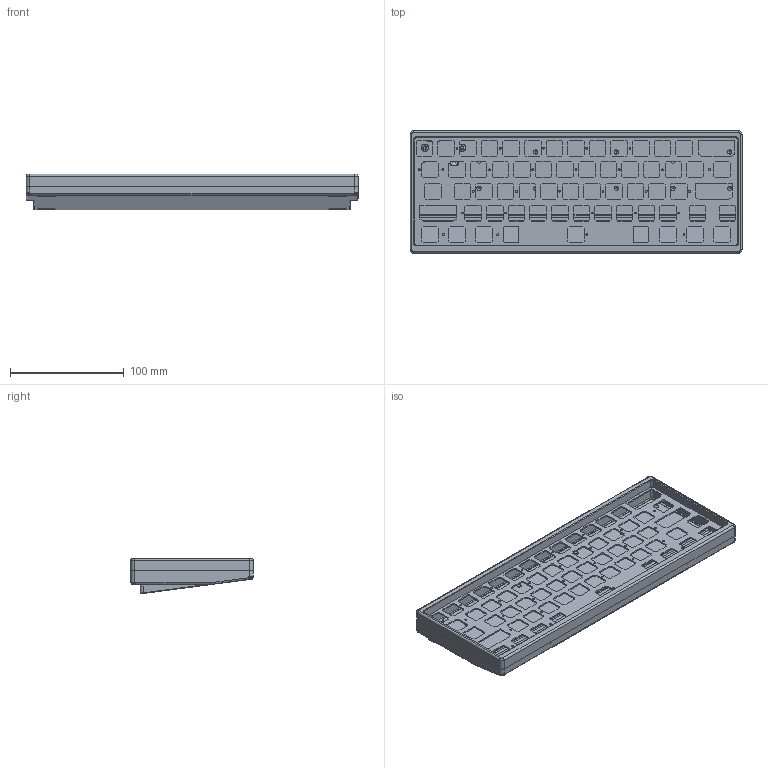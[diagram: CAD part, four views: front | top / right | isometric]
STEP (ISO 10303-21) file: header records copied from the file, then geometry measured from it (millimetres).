
FILE_DESCRIPTION(/* description */ (''),/* implementation_level */ '2;1');
FILE_NAME(/* name */ '60OEC No External Weight v3.step',/* time_stamp */ '2023-05-15T22:54:02+03:00',/* author */ (''),/* organization */ (''),/* preprocessor_version */ 'ST-DEVELOPER v19.2',/* originating_system */ 'Autodesk Translation Framework v12.4.0.73',/* authorisation */ '');
FILE_SCHEMA (('AUTOMOTIVE_DESIGN { 1 0 10303 214 3 1 1 }'));
Length unit declared in the file: millimetre
Products named in the file (18): 60OEC No External Weight; uDB-S1-3D-model; L_0805_2012Metric; SOLID; R_0402_1005Metric; Fuse_1206_3216Metric; SOLID (2); USON-10_2.5x1.0mm_P0.5mm; SOLID (3); 781710004; SOLID (4); HRO  TYPE-C-31-M-12; SOLID (5); D_SOD-523; SOLID (6); R_0402_1005Metric_1; SOLID (1); udb-s PCB
Assembly tree (18 placements, depth 4):
  60OEC No External Weight
    uDB-S1-3D-model
      L_0805_2012Metric
        SOLID
      R_0402_1005Metric
        SOLID (1)
      Fuse_1206_3216Metric
        SOLID (2)
      USON-10_2.5x1.0mm_P0.5mm
        SOLID (3)
      781710004
        SOLID (4)
      HRO  TYPE-C-31-M-12
        SOLID (5)
      D_SOD-523
        SOLID (6)
      R_0402_1005Metric_1
        SOLID (1)
      udb-s PCB
Bounding box: 292.43 x 107.6 x 31.31 mm (x, y, z)
Volume: 248834.5 mm3; surface area: 179106.1 mm2
Topology: 13 solids, 16 shells, 1690 faces, 4572 edges, 2952 vertices
Faces by surface type: plane 1223, cylinder 334, cone 103, bspline 16, torus 12, sphere 2
Full cylindrical faces by diameter (mm): 0.2 x1, 0.4 x8, 0.5 x2, 0.65 x2, 1.271 x24, 1.623 x36, 2 x13, 2.529 x2, 3 x2, 3.2 x2, 3.8 x4, 6 x2
Entity records: 53189 total; most frequent: CARTESIAN_POINT 9577, ORIENTED_EDGE 9004, DIRECTION 8632, EDGE_CURVE 4502, LINE 3688, VECTOR 3688, VERTEX_POINT 2908, AXIS2_PLACEMENT_3D 2472
